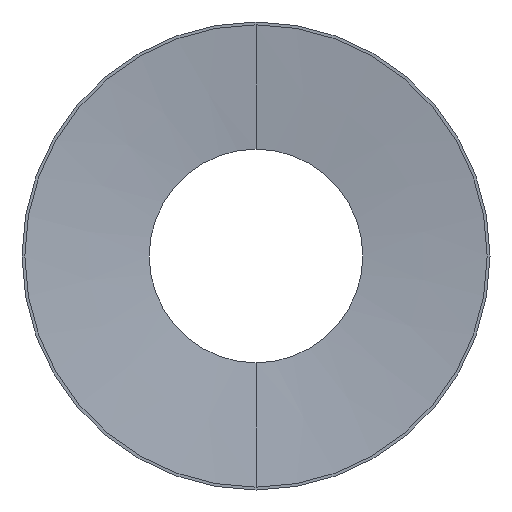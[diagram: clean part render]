
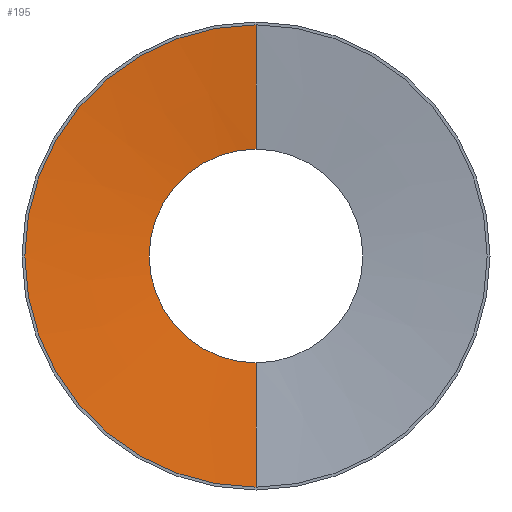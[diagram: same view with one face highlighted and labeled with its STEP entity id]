
A CAD part, front view. The second image highlights one B-rep face of the part: STEP entity #195.
In plain terms, the highlighted conical face has half-angle 83.61 degrees and reference radius 5.25 mm.
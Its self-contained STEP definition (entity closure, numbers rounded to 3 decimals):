
#2 = DIRECTION ( 'NONE',  ( 0., -0.111, 0.994 ) ) ;
#3 = CARTESIAN_POINT ( 'NONE',  ( 0., 0.684, -5.25 ) ) ;
#4 = VERTEX_POINT ( 'NONE', #274 ) ;
#14 = DIRECTION ( 'NONE',  ( 0., -1., 0. ) ) ;
#20 = AXIS2_PLACEMENT_3D ( 'NONE', #149, #14, #126 ) ;
#21 = DIRECTION ( 'NONE',  ( 0., -1., 0. ) ) ;
#22 = CARTESIAN_POINT ( 'NONE',  ( 0., 0.684, 5.25 ) ) ;
#36 = CARTESIAN_POINT ( 'NONE',  ( 0., 0., -11.36 ) ) ;
#40 = EDGE_CURVE ( 'NONE', #222, #71, #85, .T. ) ;
#56 = EDGE_CURVE ( 'NONE', #4, #181, #97, .T. ) ;
#67 = EDGE_LOOP ( 'NONE', ( #224, #98, #270, #189 ) ) ;
#71 = VERTEX_POINT ( 'NONE', #81 ) ;
#78 = DIRECTION ( 'NONE',  ( 0., 0., -1. ) ) ;
#81 = CARTESIAN_POINT ( 'NONE',  ( 0., 0.684, -5.25 ) ) ;
#85 = CIRCLE ( 'NONE', #20, 5.25 ) ;
#86 = CARTESIAN_POINT ( 'NONE',  ( 0., 0.684, 5.25 ) ) ;
#97 = CIRCLE ( 'NONE', #179, 11.36 ) ;
#98 = ORIENTED_EDGE ( 'NONE', *, *, #232, .T. ) ;
#101 = CARTESIAN_POINT ( 'NONE',  ( 0., 0., 0. ) ) ;
#126 = DIRECTION ( 'NONE',  ( 0., 0., -1. ) ) ;
#128 = DIRECTION ( 'NONE',  ( 0., -1., 0. ) ) ;
#129 = FACE_OUTER_BOUND ( 'NONE', #67, .T. ) ;
#139 = CONICAL_SURFACE ( 'NONE', #167, 5.25, 1.459 ) ;
#149 = CARTESIAN_POINT ( 'NONE',  ( 0., 0.684, 0. ) ) ;
#156 = VECTOR ( 'NONE', #2, 1000. ) ;
#167 = AXIS2_PLACEMENT_3D ( 'NONE', #277, #21, #78 ) ;
#179 = AXIS2_PLACEMENT_3D ( 'NONE', #101, #128, #199 ) ;
#181 = VERTEX_POINT ( 'NONE', #36 ) ;
#189 = ORIENTED_EDGE ( 'NONE', *, *, #256, .F. ) ;
#195 = ADVANCED_FACE ( 'NONE', ( #129 ), #139, .F. ) ;
#199 = DIRECTION ( 'NONE',  ( 0., 0., -1. ) ) ;
#209 = VECTOR ( 'NONE', #223, 1000. ) ;
#218 = LINE ( 'NONE', #22, #156 ) ;
#222 = VERTEX_POINT ( 'NONE', #86 ) ;
#223 = DIRECTION ( 'NONE',  ( 0., -0.111, -0.994 ) ) ;
#224 = ORIENTED_EDGE ( 'NONE', *, *, #40, .F. ) ;
#232 = EDGE_CURVE ( 'NONE', #222, #4, #218, .T. ) ;
#241 = LINE ( 'NONE', #3, #209 ) ;
#256 = EDGE_CURVE ( 'NONE', #71, #181, #241, .T. ) ;
#270 = ORIENTED_EDGE ( 'NONE', *, *, #56, .T. ) ;
#274 = CARTESIAN_POINT ( 'NONE',  ( 0., 0., 11.36 ) ) ;
#277 = CARTESIAN_POINT ( 'NONE',  ( 0., 0.684, 0. ) ) ;
